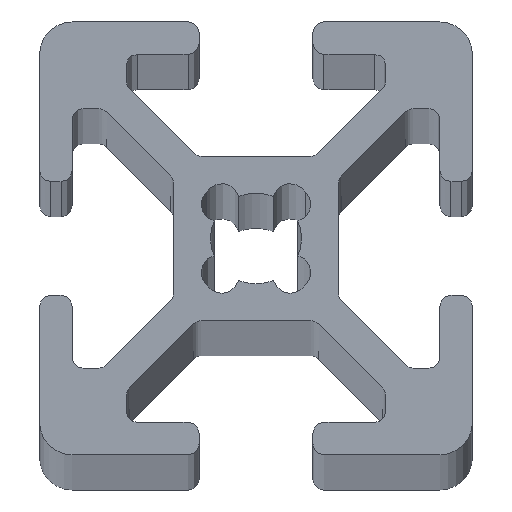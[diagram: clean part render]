
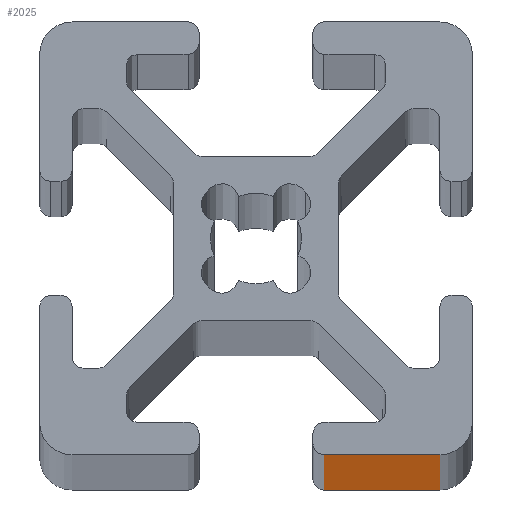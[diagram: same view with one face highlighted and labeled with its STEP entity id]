
A CAD part, top view. The second image highlights one B-rep face of the part: STEP entity #2025.
In plain terms, the highlighted free-form (B-spline) face has degree [1, 1] with [2, 2] control points.
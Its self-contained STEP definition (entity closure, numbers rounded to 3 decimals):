
#14=B_SPLINE_SURFACE_WITH_KNOTS('',1,1,((#2756,#2757),(#2758,#2759)),
 .PLANE_SURF.,.F.,.F.,.F.,(2,2),(2,2),(0.,1.),(0.,1.),.UNSPECIFIED.);
#71=LINE('',#2753,#271);
#72=LINE('',#2760,#272);
#73=LINE('',#2762,#273);
#74=LINE('',#2764,#274);
#271=VECTOR('',#2278,1000.);
#272=VECTOR('',#2281,1000.);
#273=VECTOR('',#2282,1000.);
#274=VECTOR('',#2283,1000.);
#482=ORIENTED_EDGE('',*,*,#1112,.T.);
#483=ORIENTED_EDGE('',*,*,#1114,.F.);
#484=ORIENTED_EDGE('',*,*,#1115,.F.);
#485=ORIENTED_EDGE('',*,*,#1116,.T.);
#1112=EDGE_CURVE('',#1427,#1426,#71,.T.);
#1114=EDGE_CURVE('',#1428,#1426,#72,.T.);
#1115=EDGE_CURVE('',#1429,#1428,#73,.T.);
#1116=EDGE_CURVE('',#1429,#1427,#74,.T.);
#1426=VERTEX_POINT('',#2752);
#1427=VERTEX_POINT('',#2754);
#1428=VERTEX_POINT('',#2761);
#1429=VERTEX_POINT('',#2763);
#1753=EDGE_LOOP('',(#482,#483,#484,#485));
#1861=FACE_BOUND('',#1753,.T.);
#2025=ADVANCED_FACE('',(#1861),#14,.T.);
#2278=DIRECTION('',(0.,0.,1.));
#2281=DIRECTION('',(1.,0.,0.));
#2282=DIRECTION('',(0.,0.,1.));
#2283=DIRECTION('',(1.,0.,0.));
#2752=CARTESIAN_POINT('',(8.5,-10.,930.));
#2753=CARTESIAN_POINT('',(8.5,-10.,0.));
#2754=CARTESIAN_POINT('',(8.5,-10.,0.));
#2756=CARTESIAN_POINT('',(2.87,-10.,976.5));
#2757=CARTESIAN_POINT('',(8.768,-10.,976.5));
#2758=CARTESIAN_POINT('',(2.87,-10.,-46.5));
#2759=CARTESIAN_POINT('',(8.768,-10.,-46.5));
#2760=CARTESIAN_POINT('',(5.819,-10.,930.));
#2761=CARTESIAN_POINT('',(3.138,-10.,930.));
#2762=CARTESIAN_POINT('',(3.138,-10.,0.));
#2763=CARTESIAN_POINT('',(3.138,-10.,0.));
#2764=CARTESIAN_POINT('',(5.819,-10.,0.));
